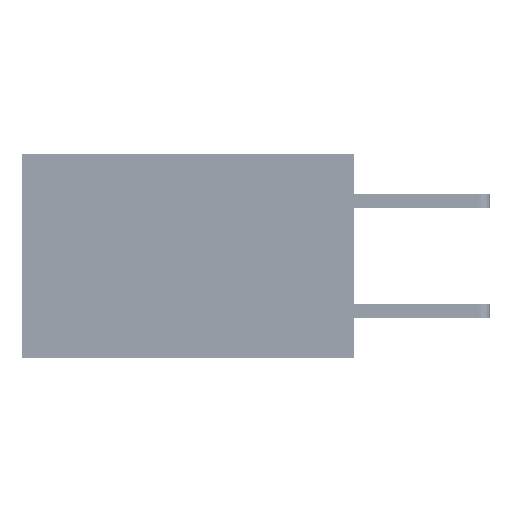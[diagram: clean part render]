
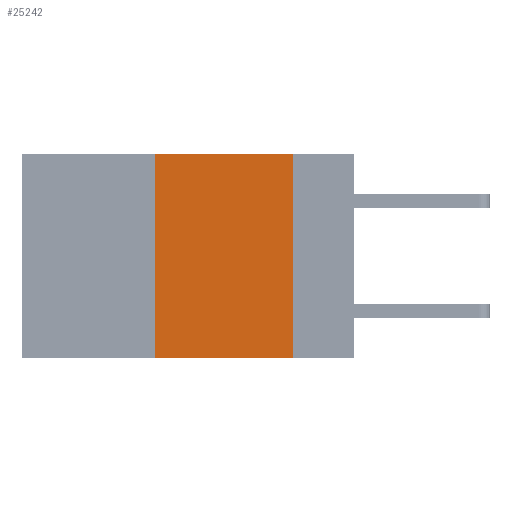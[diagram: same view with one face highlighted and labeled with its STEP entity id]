
A CAD part, left-side view. The second image highlights one B-rep face of the part: STEP entity #25242.
In plain terms, the highlighted planar face has unit normal (-1, 0, 0).
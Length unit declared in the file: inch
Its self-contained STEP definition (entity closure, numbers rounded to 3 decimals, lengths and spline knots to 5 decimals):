
#1438 = EDGE_CURVE ( 'NONE', #13924, #6652, #32383, .T. ) ;
#1920 = CARTESIAN_POINT ( 'NONE',  ( 0., 0.6, 0. ) ) ;
#4055 = CARTESIAN_POINT ( 'NONE',  ( 0., 0.36, 0. ) ) ;
#4657 = ORIENTED_EDGE ( 'NONE', *, *, #29918, .F. ) ;
#5677 = DIRECTION ( 'NONE',  ( 0., 0., -1. ) ) ;
#6248 = VECTOR ( 'NONE', #32206, 39.37008 ) ;
#6378 = ORIENTED_EDGE ( 'NONE', *, *, #44627, .T. ) ;
#6652 = VERTEX_POINT ( 'NONE', #47052 ) ;
#6738 = VECTOR ( 'NONE', #8741, 39.37008 ) ;
#7013 = LINE ( 'NONE', #1920, #22674 ) ;
#8093 = DIRECTION ( 'NONE',  ( 0., -1., 0. ) ) ;
#8741 = DIRECTION ( 'NONE',  ( 0., 0., -1. ) ) ;
#11130 = ORIENTED_EDGE ( 'NONE', *, *, #17277, .F. ) ;
#12367 = VECTOR ( 'NONE', #8093, 39.37008 ) ;
#13775 = EDGE_LOOP ( 'NONE', ( #48590, #4657, #11130, #6378 ) ) ;
#13924 = VERTEX_POINT ( 'NONE', #40020 ) ;
#15623 = LINE ( 'NONE', #4055, #6248 ) ;
#17277 = EDGE_CURVE ( 'NONE', #31030, #40623, #15623, .T. ) ;
#22674 = VECTOR ( 'NONE', #46395, 39.37008 ) ;
#25242 = ADVANCED_FACE ( 'NONE', ( #43806 ), #33139, .F. ) ;
#28702 = CARTESIAN_POINT ( 'NONE',  ( 0., 0.11, 0. ) ) ;
#28763 = AXIS2_PLACEMENT_3D ( 'NONE', #45608, #37194, #5677 ) ;
#29918 = EDGE_CURVE ( 'NONE', #40623, #13924, #7013, .T. ) ;
#29966 = CARTESIAN_POINT ( 'NONE',  ( 0., 0.36, -0.37 ) ) ;
#31030 = VERTEX_POINT ( 'NONE', #29966 ) ;
#31818 = LINE ( 'NONE', #48913, #12367 ) ;
#32206 = DIRECTION ( 'NONE',  ( 0., 0., 1. ) ) ;
#32383 = LINE ( 'NONE', #28702, #6738 ) ;
#33139 = PLANE ( 'NONE',  #28763 ) ;
#37194 = DIRECTION ( 'NONE',  ( 1., 0., 0. ) ) ;
#40020 = CARTESIAN_POINT ( 'NONE',  ( 0., 0.11, 0. ) ) ;
#40623 = VERTEX_POINT ( 'NONE', #48422 ) ;
#43806 = FACE_OUTER_BOUND ( 'NONE', #13775, .T. ) ;
#44627 = EDGE_CURVE ( 'NONE', #31030, #6652, #31818, .T. ) ;
#45608 = CARTESIAN_POINT ( 'NONE',  ( 0., 0.6, 0. ) ) ;
#46395 = DIRECTION ( 'NONE',  ( 0., -1., 0. ) ) ;
#47052 = CARTESIAN_POINT ( 'NONE',  ( 0., 0.11, -0.37 ) ) ;
#48422 = CARTESIAN_POINT ( 'NONE',  ( 0., 0.36, 0. ) ) ;
#48590 = ORIENTED_EDGE ( 'NONE', *, *, #1438, .F. ) ;
#48913 = CARTESIAN_POINT ( 'NONE',  ( 0., 0.6, -0.37 ) ) ;
